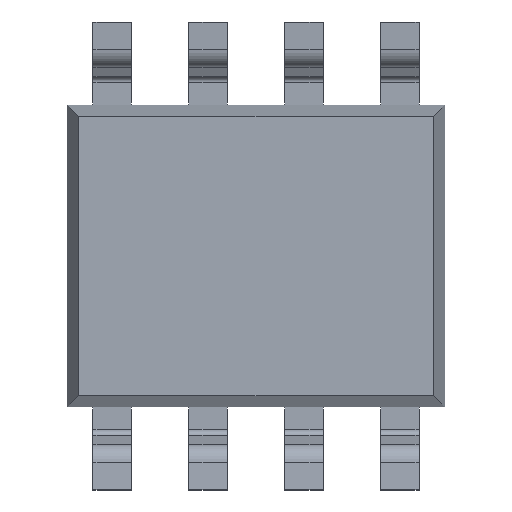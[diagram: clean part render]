
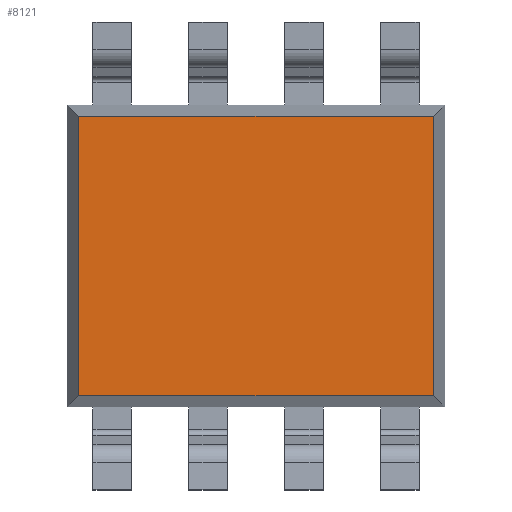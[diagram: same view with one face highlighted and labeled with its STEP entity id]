
A CAD part, front view. The second image highlights one B-rep face of the part: STEP entity #8121.
In plain terms, the highlighted planar face has unit normal (0, -1, 0).
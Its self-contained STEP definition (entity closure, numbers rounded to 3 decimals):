
#50=DIRECTION('',(0.,0.,1.));
#51=VECTOR('',#50,3.7);
#52=CARTESIAN_POINT('',(2.35,0.,-1.85));
#53=LINE('',#52,#51);
#58=DIRECTION('',(1.,0.,0.));
#59=VECTOR('',#58,4.7);
#60=CARTESIAN_POINT('',(-2.35,0.,-1.85));
#61=LINE('',#60,#59);
#65=DIRECTION('',(0.,0.,-1.));
#66=VECTOR('',#65,3.7);
#67=CARTESIAN_POINT('',(-2.35,0.,1.85));
#68=LINE('',#67,#66);
#72=DIRECTION('',(-1.,0.,0.));
#73=VECTOR('',#72,4.7);
#74=CARTESIAN_POINT('',(2.35,0.,1.85));
#75=LINE('',#74,#73);
#6844=CARTESIAN_POINT('',(2.35,0.,-1.85));
#6845=CARTESIAN_POINT('',(2.35,0.,1.85));
#6846=VERTEX_POINT('',#6844);
#6847=VERTEX_POINT('',#6845);
#6854=CARTESIAN_POINT('',(-2.35,0.,-1.85));
#6855=VERTEX_POINT('',#6854);
#6858=CARTESIAN_POINT('',(-2.35,0.,1.85));
#6859=VERTEX_POINT('',#6858);
#8106=CARTESIAN_POINT('',(0.,0.,0.));
#8107=DIRECTION('',(0.,1.,0.));
#8108=DIRECTION('',(1.,0.,0.));
#8109=AXIS2_PLACEMENT_3D('',#8106,#8107,#8108);
#8110=PLANE('',#8109);
#8112=ORIENTED_EDGE('',*,*,#8111,.F.);
#8114=ORIENTED_EDGE('',*,*,#8113,.F.);
#8116=ORIENTED_EDGE('',*,*,#8115,.F.);
#8118=ORIENTED_EDGE('',*,*,#8117,.F.);
#8119=EDGE_LOOP('',(#8112,#8114,#8116,#8118));
#8120=FACE_OUTER_BOUND('',#8119,.F.);
#8121=ADVANCED_FACE('',(#8120),#8110,.F.);
#8111=EDGE_CURVE('',#6846,#6847,#53,.T.);
#8113=EDGE_CURVE('',#6855,#6846,#61,.T.);
#8115=EDGE_CURVE('',#6859,#6855,#68,.T.);
#8117=EDGE_CURVE('',#6847,#6859,#75,.T.);
